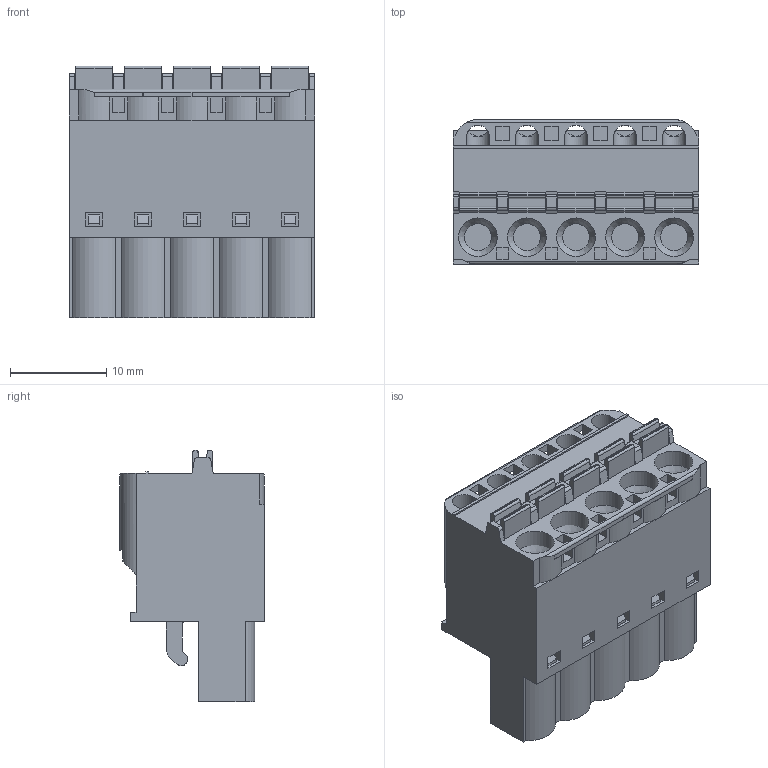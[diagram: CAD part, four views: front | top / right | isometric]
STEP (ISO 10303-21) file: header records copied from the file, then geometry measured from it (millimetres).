
FILE_DESCRIPTION(('STEP AP214'),'1');
FILE_NAME('SHM05-5,08-P.stp','2019-04-23T07:49:14',(' '),(' '),'Spatial InterOp 3D',' ',' ');
FILE_SCHEMA(('automotive_design'));
Length unit declared in the file: metre
Products named in the file (1): 1
Bounding box: 25.4 x 15 x 26.1 mm (x, y, z)
Volume: 6181.2 mm3; surface area: 3562.7 mm2
Topology: 1 solids, 1 shells, 414 faces, 1159 edges, 765 vertices
Faces by surface type: plane 330, cylinder 74, cone 10
Full cylindrical faces by diameter (mm): 4 x5
Entity records: 16496 total; most frequent: CARTESIAN_POINT 2356, ORIENTED_EDGE 2278, DIRECTION 2167, EDGE_CURVE 1139, LINE 933, VECTOR 933, VERTEX_POINT 760, AXIS2_PLACEMENT_3D 617
